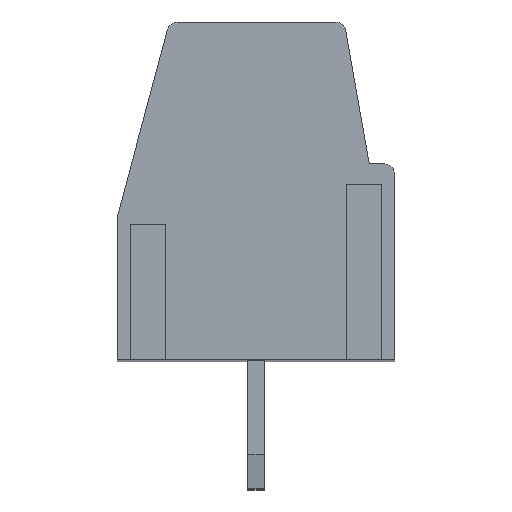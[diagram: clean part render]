
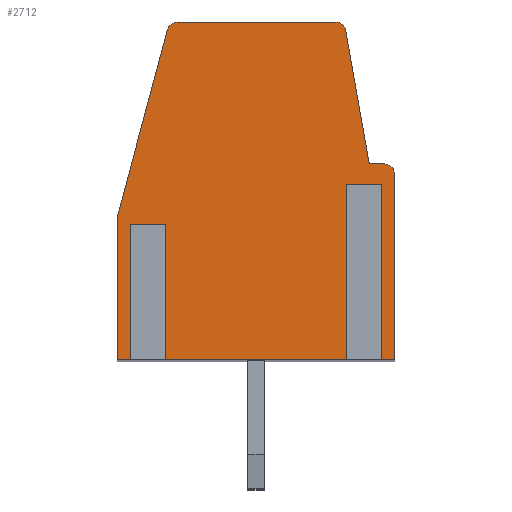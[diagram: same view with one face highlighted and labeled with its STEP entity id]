
A CAD part, top view. The second image highlights one B-rep face of the part: STEP entity #2712.
In plain terms, the highlighted planar face has unit normal (0, 0, 1).
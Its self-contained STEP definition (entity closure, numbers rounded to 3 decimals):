
#51 = CARTESIAN_POINT ( 'NONE',  ( 0.613, 5.8, 12.7 ) ) ;
#80 = CARTESIAN_POINT ( 'NONE',  ( 1.481, 9.778, 12.7 ) ) ;
#109 = CARTESIAN_POINT ( 'NONE',  ( 6.988, 0., 12.7 ) ) ;
#129 = CARTESIAN_POINT ( 'NONE',  ( 6.458, 10., 12.7 ) ) ;
#131 = ORIENTED_EDGE ( 'NONE', *, *, #2559, .F. ) ;
#138 = LINE ( 'NONE', #6088, #2125 ) ;
#213 = CARTESIAN_POINT ( 'NONE',  ( 8.2, 5.2, 12.7 ) ) ;
#238 = CARTESIAN_POINT ( 'NONE',  ( 0., 4.25, 12.7 ) ) ;
#286 = CARTESIAN_POINT ( 'NONE',  ( 8.2, 0., 12.7 ) ) ;
#291 = ORIENTED_EDGE ( 'NONE', *, *, #719, .F. ) ;
#294 = CARTESIAN_POINT ( 'NONE',  ( 1.213, 5.8, 12.7 ) ) ;
#297 = CARTESIAN_POINT ( 'NONE',  ( 0.613, 0., 12.7 ) ) ;
#326 = LINE ( 'NONE', #5198, #2017 ) ;
#370 = DIRECTION ( 'NONE',  ( 0.259, 0.966, 0. ) ) ;
#463 = VERTEX_POINT ( 'NONE', #3106 ) ;
#541 = VECTOR ( 'NONE', #6505, 1000. ) ;
#576 = CARTESIAN_POINT ( 'NONE',  ( 0., 0., 12.7 ) ) ;
#617 = VECTOR ( 'NONE', #2136, 1000. ) ;
#685 = DIRECTION ( 'NONE',  ( -1., 0., 0. ) ) ;
#719 = EDGE_CURVE ( 'NONE', #2582, #5470, #4598, .T. ) ;
#751 = LINE ( 'NONE', #2998, #6224 ) ;
#758 = AXIS2_PLACEMENT_3D ( 'NONE', #1969, #5023, #3966 ) ;
#792 = VERTEX_POINT ( 'NONE', #5712 ) ;
#850 = FACE_OUTER_BOUND ( 'NONE', #872, .T. ) ;
#872 = EDGE_LOOP ( 'NONE', ( #3934, #131, #291, #5151, #3689, #4188, #2292, #5233, #5443, #4504, #5210, #2064, #6837, #4272, #4200, #5828, #4541, #5690 ) ) ;
#909 = VERTEX_POINT ( 'NONE', #2104 ) ;
#1204 = LINE ( 'NONE', #3311, #1759 ) ;
#1374 = LINE ( 'NONE', #294, #5475 ) ;
#1403 = VERTEX_POINT ( 'NONE', #3974 ) ;
#1422 = CARTESIAN_POINT ( 'NONE',  ( 8.2, 5.8, 12.7 ) ) ;
#1428 = DIRECTION ( 'NONE',  ( -1., 0., 0. ) ) ;
#1543 = DIRECTION ( 'NONE',  ( -1., 0., 0. ) ) ;
#1576 = AXIS2_PLACEMENT_3D ( 'NONE', #5649, #5170, #2958 ) ;
#1746 = DIRECTION ( 'NONE',  ( -1., 0., 0. ) ) ;
#1759 = VECTOR ( 'NONE', #685, 1000. ) ;
#1835 = PLANE ( 'NONE',  #758 ) ;
#1934 = LINE ( 'NONE', #1422, #2267 ) ;
#1935 = CARTESIAN_POINT ( 'NONE',  ( 7.588, 5.8, 12.7 ) ) ;
#1969 = CARTESIAN_POINT ( 'NONE',  ( 8.2, 5.8, 12.7 ) ) ;
#2013 = VECTOR ( 'NONE', #3584, 1000. ) ;
#2017 = VECTOR ( 'NONE', #3479, 1000. ) ;
#2059 = CARTESIAN_POINT ( 'NONE',  ( 0., 4.25, 12.7 ) ) ;
#2062 = CARTESIAN_POINT ( 'NONE',  ( 8.2, 0., 12.7 ) ) ;
#2064 = ORIENTED_EDGE ( 'NONE', *, *, #4721, .F. ) ;
#2104 = CARTESIAN_POINT ( 'NONE',  ( 6.753, 9.752, 12.7 ) ) ;
#2125 = VECTOR ( 'NONE', #5411, 1000. ) ;
#2136 = DIRECTION ( 'NONE',  ( 0., -1., 0. ) ) ;
#2164 = EDGE_CURVE ( 'NONE', #3296, #4524, #5181, .T. ) ;
#2218 = CARTESIAN_POINT ( 'NONE',  ( 7.9, 5.5, 12.7 ) ) ;
#2224 = CARTESIAN_POINT ( 'NONE',  ( 6.988, 5.2, 12.7 ) ) ;
#2267 = VECTOR ( 'NONE', #6733, 1000. ) ;
#2292 = ORIENTED_EDGE ( 'NONE', *, *, #3430, .F. ) ;
#2321 = DIRECTION ( 'NONE',  ( -1., 0., 0. ) ) ;
#2333 = EDGE_CURVE ( 'NONE', #5083, #909, #4687, .T. ) ;
#2388 = VECTOR ( 'NONE', #6724, 1000. ) ;
#2421 = EDGE_CURVE ( 'NONE', #463, #5083, #138, .T. ) ;
#2437 = VERTEX_POINT ( 'NONE', #3553 ) ;
#2448 = DIRECTION ( 'NONE',  ( 1., 0., 0. ) ) ;
#2476 = CARTESIAN_POINT ( 'NONE',  ( 6.753, 9.752, 12.7 ) ) ;
#2481 = VERTEX_POINT ( 'NONE', #297 ) ;
#2516 = CARTESIAN_POINT ( 'NONE',  ( 8.2, 0., 12.7 ) ) ;
#2559 = EDGE_CURVE ( 'NONE', #5470, #3858, #4985, .T. ) ;
#2582 = VERTEX_POINT ( 'NONE', #3322 ) ;
#2593 = VECTOR ( 'NONE', #1428, 1000. ) ;
#2691 = DIRECTION ( 'NONE',  ( 0., 0., -1. ) ) ;
#2712 = ADVANCED_FACE ( 'NONE', ( #850 ), #1835, .F. ) ;
#2775 = VERTEX_POINT ( 'NONE', #3146 ) ;
#2848 = DIRECTION ( 'NONE',  ( 0., 0., -1. ) ) ;
#2958 = DIRECTION ( 'NONE',  ( -1., 0., 0. ) ) ;
#2966 = LINE ( 'NONE', #2059, #5836 ) ;
#2998 = CARTESIAN_POINT ( 'NONE',  ( 7.45, 5.8, 12.7 ) ) ;
#3106 = CARTESIAN_POINT ( 'NONE',  ( 1.771, 10., 12.7 ) ) ;
#3146 = CARTESIAN_POINT ( 'NONE',  ( 0., 0., 12.7 ) ) ;
#3220 = EDGE_CURVE ( 'NONE', #3338, #463, #3984, .T. ) ;
#3296 = VERTEX_POINT ( 'NONE', #109 ) ;
#3311 = CARTESIAN_POINT ( 'NONE',  ( 8.2, 0., 12.7 ) ) ;
#3322 = CARTESIAN_POINT ( 'NONE',  ( 7.588, 0., 12.7 ) ) ;
#3338 = VERTEX_POINT ( 'NONE', #80 ) ;
#3395 = EDGE_CURVE ( 'NONE', #2775, #6409, #4365, .T. ) ;
#3416 = VERTEX_POINT ( 'NONE', #5004 ) ;
#3430 = EDGE_CURVE ( 'NONE', #3416, #792, #751, .T. ) ;
#3479 = DIRECTION ( 'NONE',  ( 0., -1., 0. ) ) ;
#3553 = CARTESIAN_POINT ( 'NONE',  ( 1.213, 4., 12.7 ) ) ;
#3584 = DIRECTION ( 'NONE',  ( 0.174, -0.985, 0. ) ) ;
#3622 = EDGE_CURVE ( 'NONE', #4637, #2582, #1204, .T. ) ;
#3689 = ORIENTED_EDGE ( 'NONE', *, *, #6146, .F. ) ;
#3858 = VERTEX_POINT ( 'NONE', #2224 ) ;
#3934 = ORIENTED_EDGE ( 'NONE', *, *, #3998, .F. ) ;
#3966 = DIRECTION ( 'NONE',  ( -1., 0., 0. ) ) ;
#3974 = CARTESIAN_POINT ( 'NONE',  ( 0.613, 4., 12.7 ) ) ;
#3984 = CIRCLE ( 'NONE', #5887, 0.3 ) ;
#3998 = EDGE_CURVE ( 'NONE', #3858, #3296, #326, .T. ) ;
#4082 = EDGE_CURVE ( 'NONE', #4524, #2437, #1374, .T. ) ;
#4140 = EDGE_CURVE ( 'NONE', #909, #3416, #5106, .T. ) ;
#4188 = ORIENTED_EDGE ( 'NONE', *, *, #5107, .F. ) ;
#4200 = ORIENTED_EDGE ( 'NONE', *, *, #6280, .F. ) ;
#4272 = ORIENTED_EDGE ( 'NONE', *, *, #5161, .F. ) ;
#4352 = DIRECTION ( 'NONE',  ( -1., 0., 0. ) ) ;
#4365 = LINE ( 'NONE', #576, #541 ) ;
#4504 = ORIENTED_EDGE ( 'NONE', *, *, #2421, .F. ) ;
#4524 = VERTEX_POINT ( 'NONE', #5047 ) ;
#4541 = ORIENTED_EDGE ( 'NONE', *, *, #4082, .F. ) ;
#4598 = LINE ( 'NONE', #1935, #4898 ) ;
#4602 = EDGE_CURVE ( 'NONE', #2437, #1403, #5116, .T. ) ;
#4637 = VERTEX_POINT ( 'NONE', #2516 ) ;
#4687 = CIRCLE ( 'NONE', #1576, 0.3 ) ;
#4721 = EDGE_CURVE ( 'NONE', #6409, #3338, #2966, .T. ) ;
#4795 = CARTESIAN_POINT ( 'NONE',  ( 8.2, 5.5, 12.7 ) ) ;
#4802 = LINE ( 'NONE', #51, #617 ) ;
#4898 = VECTOR ( 'NONE', #6735, 1000. ) ;
#4985 = LINE ( 'NONE', #213, #5365 ) ;
#5004 = CARTESIAN_POINT ( 'NONE',  ( 7.45, 5.8, 12.7 ) ) ;
#5023 = DIRECTION ( 'NONE',  ( 0., 0., -1. ) ) ;
#5047 = CARTESIAN_POINT ( 'NONE',  ( 1.213, 0., 12.7 ) ) ;
#5063 = LINE ( 'NONE', #286, #2593 ) ;
#5083 = VERTEX_POINT ( 'NONE', #129 ) ;
#5106 = LINE ( 'NONE', #2476, #2013 ) ;
#5107 = EDGE_CURVE ( 'NONE', #792, #6683, #6849, .T. ) ;
#5116 = LINE ( 'NONE', #6791, #2388 ) ;
#5151 = ORIENTED_EDGE ( 'NONE', *, *, #3622, .F. ) ;
#5161 = EDGE_CURVE ( 'NONE', #2481, #2775, #5063, .T. ) ;
#5170 = DIRECTION ( 'NONE',  ( 0., 0., -1. ) ) ;
#5181 = LINE ( 'NONE', #2062, #6824 ) ;
#5198 = CARTESIAN_POINT ( 'NONE',  ( 6.988, 5.8, 12.7 ) ) ;
#5210 = ORIENTED_EDGE ( 'NONE', *, *, #3220, .F. ) ;
#5233 = ORIENTED_EDGE ( 'NONE', *, *, #4140, .F. ) ;
#5365 = VECTOR ( 'NONE', #2321, 1000. ) ;
#5411 = DIRECTION ( 'NONE',  ( 1., 0., 0. ) ) ;
#5443 = ORIENTED_EDGE ( 'NONE', *, *, #2333, .F. ) ;
#5470 = VERTEX_POINT ( 'NONE', #5496 ) ;
#5475 = VECTOR ( 'NONE', #5620, 1000. ) ;
#5496 = CARTESIAN_POINT ( 'NONE',  ( 7.588, 5.2, 12.7 ) ) ;
#5620 = DIRECTION ( 'NONE',  ( 0., 1., 0. ) ) ;
#5649 = CARTESIAN_POINT ( 'NONE',  ( 6.458, 9.7, 12.7 ) ) ;
#5690 = ORIENTED_EDGE ( 'NONE', *, *, #2164, .F. ) ;
#5712 = CARTESIAN_POINT ( 'NONE',  ( 7.9, 5.8, 12.7 ) ) ;
#5828 = ORIENTED_EDGE ( 'NONE', *, *, #4602, .F. ) ;
#5836 = VECTOR ( 'NONE', #370, 1000. ) ;
#5887 = AXIS2_PLACEMENT_3D ( 'NONE', #6797, #2691, #1746 ) ;
#6061 = AXIS2_PLACEMENT_3D ( 'NONE', #2218, #2848, #4352 ) ;
#6088 = CARTESIAN_POINT ( 'NONE',  ( 8.2, 10., 12.7 ) ) ;
#6146 = EDGE_CURVE ( 'NONE', #6683, #4637, #1934, .T. ) ;
#6224 = VECTOR ( 'NONE', #2448, 1000. ) ;
#6280 = EDGE_CURVE ( 'NONE', #1403, #2481, #4802, .T. ) ;
#6409 = VERTEX_POINT ( 'NONE', #238 ) ;
#6505 = DIRECTION ( 'NONE',  ( 0., 1., 0. ) ) ;
#6683 = VERTEX_POINT ( 'NONE', #4795 ) ;
#6724 = DIRECTION ( 'NONE',  ( -1., 0., 0. ) ) ;
#6733 = DIRECTION ( 'NONE',  ( 0., -1., 0. ) ) ;
#6735 = DIRECTION ( 'NONE',  ( 0., 1., 0. ) ) ;
#6791 = CARTESIAN_POINT ( 'NONE',  ( 8.2, 4., 12.7 ) ) ;
#6797 = CARTESIAN_POINT ( 'NONE',  ( 1.771, 9.7, 12.7 ) ) ;
#6824 = VECTOR ( 'NONE', #1543, 1000. ) ;
#6837 = ORIENTED_EDGE ( 'NONE', *, *, #3395, .F. ) ;
#6849 = CIRCLE ( 'NONE', #6061, 0.3 ) ;
